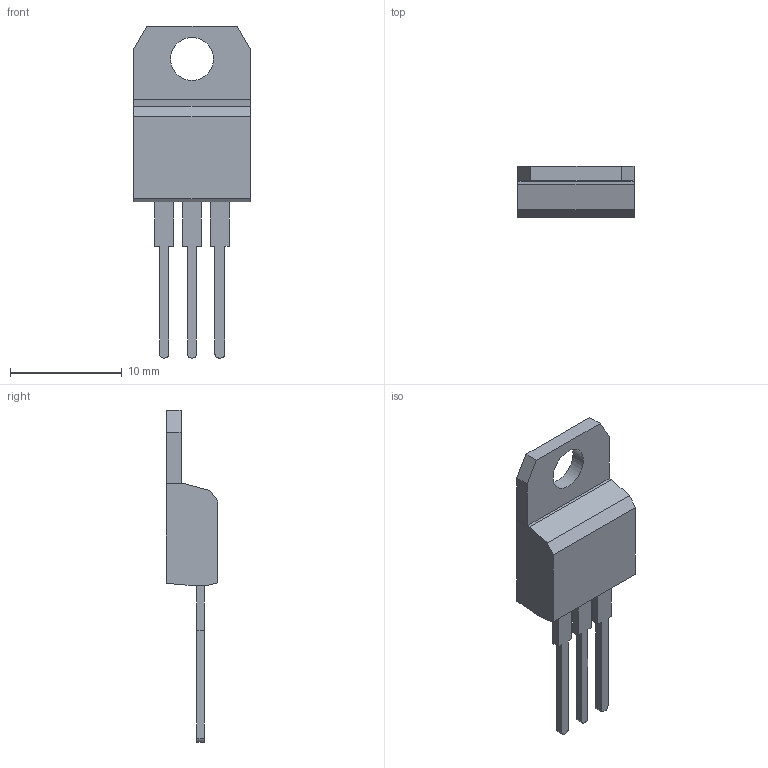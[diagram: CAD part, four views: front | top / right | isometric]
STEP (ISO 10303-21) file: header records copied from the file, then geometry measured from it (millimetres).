
FILE_DESCRIPTION(/* description */ (''),/* implementation_level */ '2;1');
FILE_NAME(/* name */ 'TO-220.step',/* time_stamp */ '2022-05-01T10:28:11+03:00',/* author */ (''),/* organization */ (''),/* preprocessor_version */ 'ST-DEVELOPER v18.1',/* originating_system */ 'Autodesk Translation Framework v10.14.0.1471',/* authorisation */ '');
FILE_SCHEMA (('AUTOMOTIVE_DESIGN { 1 0 10303 214 3 1 1 }'));
Length unit declared in the file: millimetre
Products named in the file (1): TO-220
Bounding box: 10.4 x 4.6 x 29.75 mm (x, y, z)
Volume: 521.9 mm3; surface area: 829.3 mm2
Topology: 5 solids, 5 shells, 63 faces, 159 edges, 106 vertices
Faces by surface type: plane 56, cylinder 7
Full cylindrical faces by diameter (mm): 3.85 x1
Entity records: 1914 total; most frequent: CARTESIAN_POINT 329, ORIENTED_EDGE 318, DIRECTION 301, EDGE_CURVE 159, LINE 145, VECTOR 145, VERTEX_POINT 106, AXIS2_PLACEMENT_3D 78
